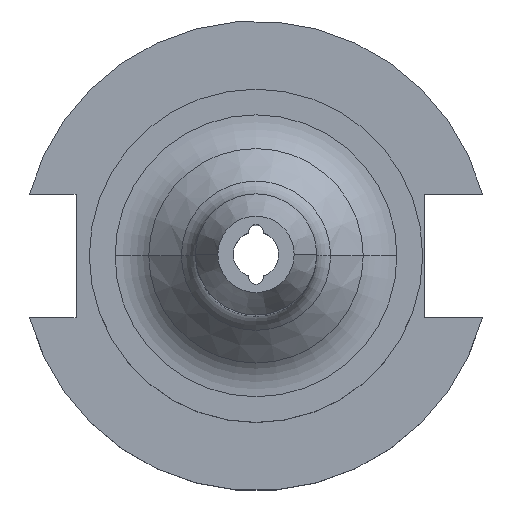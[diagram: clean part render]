
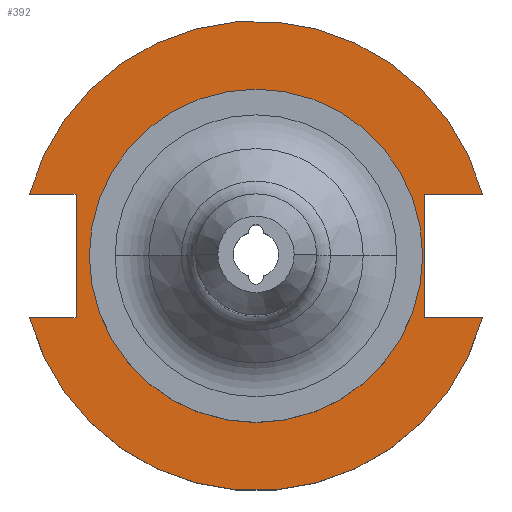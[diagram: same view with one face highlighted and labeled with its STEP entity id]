
A CAD part, top view. The second image highlights one B-rep face of the part: STEP entity #392.
In plain terms, the highlighted planar face has unit normal (0, 0, 1).
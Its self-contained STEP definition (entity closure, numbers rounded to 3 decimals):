
#23 = PLANE ( 'NONE',  #1540 ) ;
#74 = DIRECTION ( 'NONE',  ( 0., 0., 1. ) ) ;
#93 = LINE ( 'NONE', #429, #150 ) ;
#97 = CIRCLE ( 'NONE', #1624, 49.212 ) ;
#99 = CARTESIAN_POINT ( 'NONE',  ( -37.719, 12.954, 19.05 ) ) ;
#101 = ORIENTED_EDGE ( 'NONE', *, *, #1306, .F. ) ;
#150 = VECTOR ( 'NONE', #1486, 1000. ) ;
#155 = VECTOR ( 'NONE', #1536, 1000. ) ;
#166 = CARTESIAN_POINT ( 'NONE',  ( -47.477, -12.954, 19.05 ) ) ;
#176 = EDGE_CURVE ( 'NONE', #213, #557, #384, .T. ) ;
#210 = AXIS2_PLACEMENT_3D ( 'NONE', #555, #1792, #1333 ) ;
#213 = VERTEX_POINT ( 'NONE', #1518 ) ;
#231 = VECTOR ( 'NONE', #605, 1000. ) ;
#249 = EDGE_CURVE ( 'NONE', #1521, #784, #353, .T. ) ;
#288 = CIRCLE ( 'NONE', #912, 34.925 ) ;
#312 = DIRECTION ( 'NONE',  ( 0., 0., 1. ) ) ;
#317 = DIRECTION ( 'NONE',  ( 1., 0., 0. ) ) ;
#319 = CARTESIAN_POINT ( 'NONE',  ( 35.306, -12.954, 19.05 ) ) ;
#333 = CARTESIAN_POINT ( 'NONE',  ( -37.719, 12.954, 19.05 ) ) ;
#351 = ORIENTED_EDGE ( 'NONE', *, *, #1782, .F. ) ;
#353 = CIRCLE ( 'NONE', #210, 49.212 ) ;
#361 = EDGE_CURVE ( 'NONE', #1521, #1843, #1758, .T. ) ;
#374 = EDGE_CURVE ( 'NONE', #1843, #1097, #989, .T. ) ;
#379 = ORIENTED_EDGE ( 'NONE', *, *, #410, .T. ) ;
#382 = VERTEX_POINT ( 'NONE', #1676 ) ;
#384 = CIRCLE ( 'NONE', #1772, 34.925 ) ;
#388 = DIRECTION ( 'NONE',  ( 1., 0., 0. ) ) ;
#392 = ADVANCED_FACE ( 'NONE', ( #950, #1296 ), #23, .T. ) ;
#410 = EDGE_CURVE ( 'NONE', #1591, #382, #97, .T. ) ;
#429 = CARTESIAN_POINT ( 'NONE',  ( -63.719, 12.954, 19.05 ) ) ;
#463 = CARTESIAN_POINT ( 'NONE',  ( 0., 49.212, 19.05 ) ) ;
#484 = ORIENTED_EDGE ( 'NONE', *, *, #1122, .F. ) ;
#543 = DIRECTION ( 'NONE',  ( 1., 0., 0. ) ) ;
#548 = CARTESIAN_POINT ( 'NONE',  ( -37.719, -12.954, 19.05 ) ) ;
#555 = CARTESIAN_POINT ( 'NONE',  ( 0., 0., 19.05 ) ) ;
#557 = VERTEX_POINT ( 'NONE', #693 ) ;
#605 = DIRECTION ( 'NONE',  ( 1., 0., 0. ) ) ;
#627 = VERTEX_POINT ( 'NONE', #1906 ) ;
#693 = CARTESIAN_POINT ( 'NONE',  ( 34.925, 0., 19.05 ) ) ;
#720 = DIRECTION ( 'NONE',  ( -1., 0., 0. ) ) ;
#784 = VERTEX_POINT ( 'NONE', #1599 ) ;
#815 = VECTOR ( 'NONE', #1942, 1000. ) ;
#852 = CARTESIAN_POINT ( 'NONE',  ( 35.306, 12.954, 19.05 ) ) ;
#871 = CARTESIAN_POINT ( 'NONE',  ( 35.306, -12.954, 19.05 ) ) ;
#912 = AXIS2_PLACEMENT_3D ( 'NONE', #1247, #1457, #543 ) ;
#931 = EDGE_LOOP ( 'NONE', ( #1219, #1881, #484, #1227, #379, #101, #1819, #1573 ) ) ;
#939 = CARTESIAN_POINT ( 'NONE',  ( 47.477, 12.954, 19.05 ) ) ;
#950 = FACE_BOUND ( 'NONE', #1272, .T. ) ;
#989 = LINE ( 'NONE', #333, #155 ) ;
#1016 = CARTESIAN_POINT ( 'NONE',  ( 35.306, 12.954, 19.05 ) ) ;
#1053 = DIRECTION ( 'NONE',  ( 1., 0., 0. ) ) ;
#1097 = VERTEX_POINT ( 'NONE', #99 ) ;
#1122 = EDGE_CURVE ( 'NONE', #627, #1895, #1240, .T. ) ;
#1205 = CARTESIAN_POINT ( 'NONE',  ( 0., 0., 19.05 ) ) ;
#1219 = ORIENTED_EDGE ( 'NONE', *, *, #249, .T. ) ;
#1227 = ORIENTED_EDGE ( 'NONE', *, *, #1871, .F. ) ;
#1240 = LINE ( 'NONE', #852, #815 ) ;
#1247 = CARTESIAN_POINT ( 'NONE',  ( 0., 0., 19.05 ) ) ;
#1263 = EDGE_CURVE ( 'NONE', #1895, #784, #1815, .T. ) ;
#1272 = EDGE_LOOP ( 'NONE', ( #351, #1515 ) ) ;
#1296 = FACE_OUTER_BOUND ( 'NONE', #931, .T. ) ;
#1306 = EDGE_CURVE ( 'NONE', #1097, #382, #93, .T. ) ;
#1333 = DIRECTION ( 'NONE',  ( 1., 0., 0. ) ) ;
#1354 = VECTOR ( 'NONE', #1846, 1000. ) ;
#1361 = DIRECTION ( 'NONE',  ( 0., 0., 1. ) ) ;
#1392 = LINE ( 'NONE', #1016, #1746 ) ;
#1457 = DIRECTION ( 'NONE',  ( 0., 0., 1. ) ) ;
#1486 = DIRECTION ( 'NONE',  ( -1., 0., 0. ) ) ;
#1515 = ORIENTED_EDGE ( 'NONE', *, *, #176, .F. ) ;
#1518 = CARTESIAN_POINT ( 'NONE',  ( -34.925, 0., 19.05 ) ) ;
#1521 = VERTEX_POINT ( 'NONE', #166 ) ;
#1536 = DIRECTION ( 'NONE',  ( 0., 1., 0. ) ) ;
#1540 = AXIS2_PLACEMENT_3D ( 'NONE', #463, #1361, #317 ) ;
#1558 = CARTESIAN_POINT ( 'NONE',  ( 0., 0., 19.05 ) ) ;
#1573 = ORIENTED_EDGE ( 'NONE', *, *, #361, .F. ) ;
#1591 = VERTEX_POINT ( 'NONE', #939 ) ;
#1599 = CARTESIAN_POINT ( 'NONE',  ( 47.477, -12.954, 19.05 ) ) ;
#1624 = AXIS2_PLACEMENT_3D ( 'NONE', #1558, #74, #388 ) ;
#1676 = CARTESIAN_POINT ( 'NONE',  ( -47.477, 12.954, 19.05 ) ) ;
#1690 = CARTESIAN_POINT ( 'NONE',  ( -63.719, -12.954, 19.05 ) ) ;
#1746 = VECTOR ( 'NONE', #720, 1000. ) ;
#1758 = LINE ( 'NONE', #1690, #1354 ) ;
#1772 = AXIS2_PLACEMENT_3D ( 'NONE', #1205, #312, #1053 ) ;
#1782 = EDGE_CURVE ( 'NONE', #557, #213, #288, .T. ) ;
#1792 = DIRECTION ( 'NONE',  ( 0., 0., 1. ) ) ;
#1815 = LINE ( 'NONE', #319, #231 ) ;
#1819 = ORIENTED_EDGE ( 'NONE', *, *, #374, .F. ) ;
#1843 = VERTEX_POINT ( 'NONE', #548 ) ;
#1846 = DIRECTION ( 'NONE',  ( 1., 0., 0. ) ) ;
#1871 = EDGE_CURVE ( 'NONE', #1591, #627, #1392, .T. ) ;
#1881 = ORIENTED_EDGE ( 'NONE', *, *, #1263, .F. ) ;
#1895 = VERTEX_POINT ( 'NONE', #871 ) ;
#1906 = CARTESIAN_POINT ( 'NONE',  ( 35.306, 12.954, 19.05 ) ) ;
#1942 = DIRECTION ( 'NONE',  ( 0., -1., 0. ) ) ;
